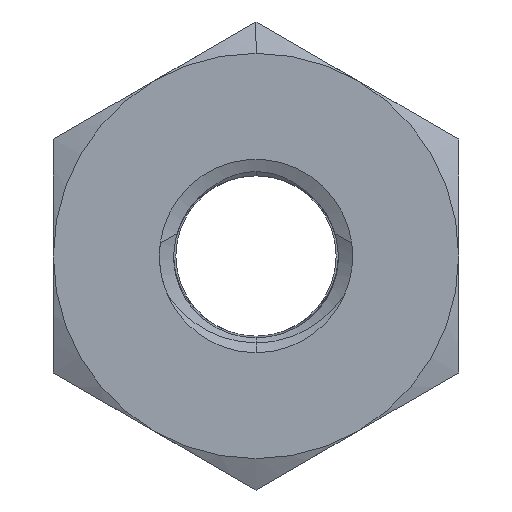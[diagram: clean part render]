
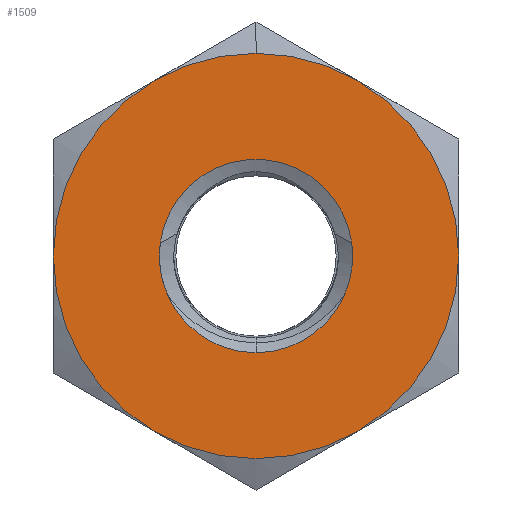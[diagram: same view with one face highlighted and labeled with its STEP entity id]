
A CAD part, front view. The second image highlights one B-rep face of the part: STEP entity #1509.
In plain terms, the highlighted planar face has unit normal (0, -1, 0).
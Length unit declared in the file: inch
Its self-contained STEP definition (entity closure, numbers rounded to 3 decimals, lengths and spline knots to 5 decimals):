
#21 = DIRECTION ( 'NONE',  ( 0., -1., 0. ) ) ;
#32 = EDGE_CURVE ( 'NONE', #538, #402, #2235, .T. ) ;
#35 = AXIS2_PLACEMENT_3D ( 'NONE', #1773, #468, #50 ) ;
#50 = DIRECTION ( 'NONE',  ( 0., 0., -1. ) ) ;
#60 = CARTESIAN_POINT ( 'NONE',  ( 0., 0., 0. ) ) ;
#63 = DIRECTION ( 'NONE',  ( 0., 0., -1. ) ) ;
#70 = VERTEX_POINT ( 'NONE', #332 ) ;
#73 = CARTESIAN_POINT ( 'NONE',  ( 0., 0., 0.17188 ) ) ;
#134 = ORIENTED_EDGE ( 'NONE', *, *, #1749, .T. ) ;
#163 = VERTEX_POINT ( 'NONE', #2177 ) ;
#297 = DIRECTION ( 'NONE',  ( 0., -1., 0. ) ) ;
#332 = CARTESIAN_POINT ( 'NONE',  ( 0.08594, 0., 0.14885 ) ) ;
#343 = CARTESIAN_POINT ( 'NONE',  ( 0.17188, 0., 0. ) ) ;
#351 = CARTESIAN_POINT ( 'NONE',  ( -0.08127, 0., 0.01089 ) ) ;
#367 = VERTEX_POINT ( 'NONE', #351 ) ;
#384 = EDGE_LOOP ( 'NONE', ( #1378, #900, #929, #134, #2146, #573, #2208 ) ) ;
#396 = EDGE_CURVE ( 'NONE', #402, #367, #857, .T. ) ;
#402 = VERTEX_POINT ( 'NONE', #1947 ) ;
#425 = VERTEX_POINT ( 'NONE', #1518 ) ;
#448 = AXIS2_PLACEMENT_3D ( 'NONE', #738, #2014, #2022 ) ;
#450 = ORIENTED_EDGE ( 'NONE', *, *, #1530, .F. ) ;
#455 = CARTESIAN_POINT ( 'NONE',  ( 0., 0., 0. ) ) ;
#468 = DIRECTION ( 'NONE',  ( 0., -1., 0. ) ) ;
#477 = ORIENTED_EDGE ( 'NONE', *, *, #545, .F. ) ;
#481 = CARTESIAN_POINT ( 'NONE',  ( -0.07539, 0., -0.03226 ) ) ;
#486 = CARTESIAN_POINT ( 'NONE',  ( 0.07539, 0., -0.03226 ) ) ;
#488 = EDGE_CURVE ( 'NONE', #70, #1748, #2504, .T. ) ;
#523 = DIRECTION ( 'NONE',  ( 0., 0., -1. ) ) ;
#538 = VERTEX_POINT ( 'NONE', #486 ) ;
#544 = CARTESIAN_POINT ( 'NONE',  ( 0., 0., 0. ) ) ;
#545 = EDGE_CURVE ( 'NONE', #163, #538, #1297, .T. ) ;
#573 = ORIENTED_EDGE ( 'NONE', *, *, #2530, .T. ) ;
#659 = DIRECTION ( 'NONE',  ( 0., -1., 0. ) ) ;
#663 = EDGE_CURVE ( 'NONE', #1140, #70, #2621, .T. ) ;
#669 = CIRCLE ( 'NONE', #1857, 0.17188 ) ;
#701 = CARTESIAN_POINT ( 'NONE',  ( 0., 0., 0. ) ) ;
#734 = DIRECTION ( 'NONE',  ( 0., 0., -1. ) ) ;
#738 = CARTESIAN_POINT ( 'NONE',  ( 0., 0., 0. ) ) ;
#760 = CARTESIAN_POINT ( 'NONE',  ( 0.08594, 0., -0.14885 ) ) ;
#780 = AXIS2_PLACEMENT_3D ( 'NONE', #544, #1406, #734 ) ;
#857 = CIRCLE ( 'NONE', #1647, 0.082 ) ;
#861 = ORIENTED_EDGE ( 'NONE', *, *, #32, .F. ) ;
#878 = CIRCLE ( 'NONE', #2505, 0.17188 ) ;
#893 = EDGE_CURVE ( 'NONE', #1748, #425, #1020, .T. ) ;
#897 = CARTESIAN_POINT ( 'NONE',  ( -0.08594, 0., -0.14885 ) ) ;
#900 = ORIENTED_EDGE ( 'NONE', *, *, #893, .T. ) ;
#929 = ORIENTED_EDGE ( 'NONE', *, *, #1327, .T. ) ;
#962 = CIRCLE ( 'NONE', #448, 0.17188 ) ;
#967 = CARTESIAN_POINT ( 'NONE',  ( 0., 0., 0. ) ) ;
#979 = DIRECTION ( 'NONE',  ( 0., -1., 0. ) ) ;
#1012 = VERTEX_POINT ( 'NONE', #897 ) ;
#1020 = CIRCLE ( 'NONE', #35, 0.17188 ) ;
#1050 = DIRECTION ( 'NONE',  ( 0., -1., 0. ) ) ;
#1072 = CARTESIAN_POINT ( 'NONE',  ( 0., 0., -0.19846 ) ) ;
#1090 = DIRECTION ( 'NONE',  ( 0., 0., -1. ) ) ;
#1140 = VERTEX_POINT ( 'NONE', #343 ) ;
#1146 = DIRECTION ( 'NONE',  ( 0., 0., -1. ) ) ;
#1177 = DIRECTION ( 'NONE',  ( 0., 0., -1. ) ) ;
#1282 = VERTEX_POINT ( 'NONE', #760 ) ;
#1297 = CIRCLE ( 'NONE', #2385, 0.082 ) ;
#1327 = EDGE_CURVE ( 'NONE', #425, #2702, #878, .T. ) ;
#1378 = ORIENTED_EDGE ( 'NONE', *, *, #488, .T. ) ;
#1406 = DIRECTION ( 'NONE',  ( 0., -1., 0. ) ) ;
#1418 = DIRECTION ( 'NONE',  ( 0., 0., -1. ) ) ;
#1496 = DIRECTION ( 'NONE',  ( 0., -1., 0. ) ) ;
#1509 = ADVANCED_FACE ( 'NONE', ( #2604, #1781 ), #1934, .F. ) ;
#1518 = CARTESIAN_POINT ( 'NONE',  ( -0.08594, 0., 0.14885 ) ) ;
#1529 = DIRECTION ( 'NONE',  ( 0., 0., 1. ) ) ;
#1530 = EDGE_CURVE ( 'NONE', #1981, #163, #2398, .T. ) ;
#1536 = EDGE_LOOP ( 'NONE', ( #861, #477, #450, #2421, #2501 ) ) ;
#1573 = DIRECTION ( 'NONE',  ( 0., -1., 0. ) ) ;
#1620 = DIRECTION ( 'NONE',  ( 0., -1., 0. ) ) ;
#1647 = AXIS2_PLACEMENT_3D ( 'NONE', #2175, #1496, #1090 ) ;
#1668 = CARTESIAN_POINT ( 'NONE',  ( 0., 0., 0. ) ) ;
#1748 = VERTEX_POINT ( 'NONE', #73 ) ;
#1749 = EDGE_CURVE ( 'NONE', #2702, #1012, #962, .T. ) ;
#1770 = DIRECTION ( 'NONE',  ( 0., 0., -1. ) ) ;
#1773 = CARTESIAN_POINT ( 'NONE',  ( 0., 0., 0. ) ) ;
#1781 = FACE_OUTER_BOUND ( 'NONE', #384, .T. ) ;
#1811 = CARTESIAN_POINT ( 'NONE',  ( 0., 0., 0. ) ) ;
#1848 = AXIS2_PLACEMENT_3D ( 'NONE', #701, #21, #2212 ) ;
#1857 = AXIS2_PLACEMENT_3D ( 'NONE', #1811, #1573, #523 ) ;
#1932 = AXIS2_PLACEMENT_3D ( 'NONE', #967, #1620, #1177 ) ;
#1934 = PLANE ( 'NONE',  #2629 ) ;
#1947 = CARTESIAN_POINT ( 'NONE',  ( 0.08127, 0., 0.01089 ) ) ;
#1981 = VERTEX_POINT ( 'NONE', #481 ) ;
#2000 = AXIS2_PLACEMENT_3D ( 'NONE', #455, #659, #1770 ) ;
#2010 = DIRECTION ( 'NONE',  ( 0., -1., 0. ) ) ;
#2014 = DIRECTION ( 'NONE',  ( 0., -1., 0. ) ) ;
#2022 = DIRECTION ( 'NONE',  ( 0., 0., -1. ) ) ;
#2038 = CARTESIAN_POINT ( 'NONE',  ( 0., 0., 0. ) ) ;
#2067 = AXIS2_PLACEMENT_3D ( 'NONE', #2038, #297, #63 ) ;
#2131 = EDGE_CURVE ( 'NONE', #1012, #1282, #2201, .T. ) ;
#2146 = ORIENTED_EDGE ( 'NONE', *, *, #2131, .T. ) ;
#2175 = CARTESIAN_POINT ( 'NONE',  ( 0., 0., 0. ) ) ;
#2177 = CARTESIAN_POINT ( 'NONE',  ( 0., 0., -0.082 ) ) ;
#2201 = CIRCLE ( 'NONE', #2419, 0.17188 ) ;
#2208 = ORIENTED_EDGE ( 'NONE', *, *, #663, .T. ) ;
#2212 = DIRECTION ( 'NONE',  ( 0., 0., -1. ) ) ;
#2235 = CIRCLE ( 'NONE', #1932, 0.082 ) ;
#2288 = CARTESIAN_POINT ( 'NONE',  ( 0., 0., 0. ) ) ;
#2322 = DIRECTION ( 'NONE',  ( 0., 0., -1. ) ) ;
#2385 = AXIS2_PLACEMENT_3D ( 'NONE', #60, #2010, #1146 ) ;
#2398 = CIRCLE ( 'NONE', #2000, 0.082 ) ;
#2419 = AXIS2_PLACEMENT_3D ( 'NONE', #2288, #979, #1418 ) ;
#2421 = ORIENTED_EDGE ( 'NONE', *, *, #2516, .F. ) ;
#2501 = ORIENTED_EDGE ( 'NONE', *, *, #396, .F. ) ;
#2504 = CIRCLE ( 'NONE', #1848, 0.17188 ) ;
#2505 = AXIS2_PLACEMENT_3D ( 'NONE', #1668, #1050, #2322 ) ;
#2516 = EDGE_CURVE ( 'NONE', #367, #1981, #2658, .T. ) ;
#2530 = EDGE_CURVE ( 'NONE', #1282, #1140, #669, .T. ) ;
#2604 = FACE_BOUND ( 'NONE', #1536, .T. ) ;
#2608 = DIRECTION ( 'NONE',  ( 0., 1., 0. ) ) ;
#2621 = CIRCLE ( 'NONE', #780, 0.17188 ) ;
#2629 = AXIS2_PLACEMENT_3D ( 'NONE', #1072, #2608, #1529 ) ;
#2658 = CIRCLE ( 'NONE', #2067, 0.082 ) ;
#2702 = VERTEX_POINT ( 'NONE', #2778 ) ;
#2778 = CARTESIAN_POINT ( 'NONE',  ( -0.17188, 0., 0. ) ) ;
